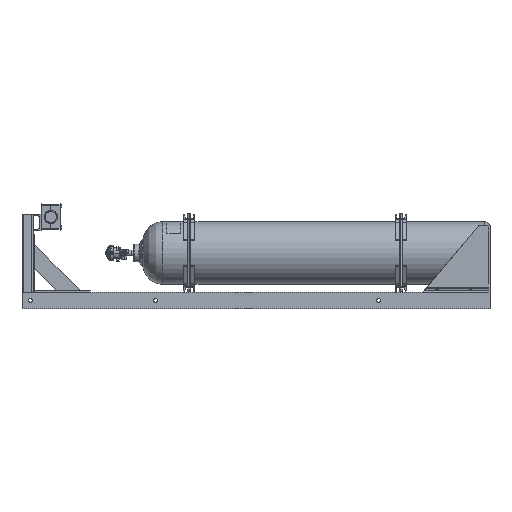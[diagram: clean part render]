
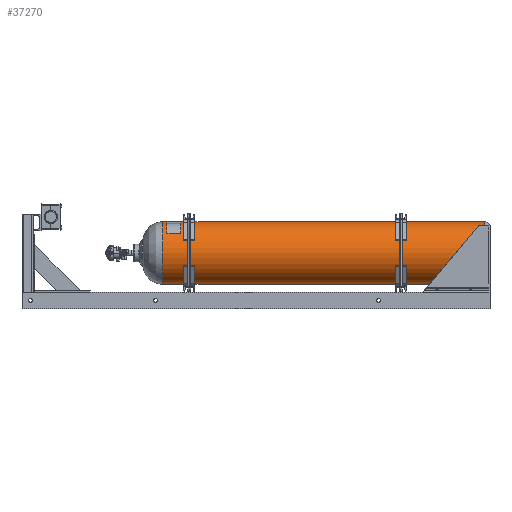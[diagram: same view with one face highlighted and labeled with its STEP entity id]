
A CAD part, left-side view. The second image highlights one B-rep face of the part: STEP entity #37270.
In plain terms, the highlighted cylindrical face has radius 142.85 mm (diameter 285.7 mm), a partial arc.
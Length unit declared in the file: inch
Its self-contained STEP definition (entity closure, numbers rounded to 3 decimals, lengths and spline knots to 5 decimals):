
#1106 = EDGE_CURVE ( 'NONE', #8005, #2701, #22305, .T. ) ;
#1445 = CYLINDRICAL_SURFACE ( 'NONE', #1758, 5.62402 ) ;
#1758 = AXIS2_PLACEMENT_3D ( 'NONE', #14660, #23797, #27899 ) ;
#1969 = AXIS2_PLACEMENT_3D ( 'NONE', #13242, #16921, #7183 ) ;
#2701 = VERTEX_POINT ( 'NONE', #13629 ) ;
#2885 = ORIENTED_EDGE ( 'NONE', *, *, #35504, .T. ) ;
#3305 = CARTESIAN_POINT ( 'NONE',  ( 0., -5.29832, 5.62402 ) ) ;
#6292 = EDGE_CURVE ( 'NONE', #8005, #36757, #7318, .T. ) ;
#7183 = DIRECTION ( 'NONE',  ( 0., 0., -1. ) ) ;
#7318 = LINE ( 'NONE', #34449, #29619 ) ;
#8005 = VERTEX_POINT ( 'NONE', #3305 ) ;
#8520 = CARTESIAN_POINT ( 'NONE',  ( 0., -63., 0. ) ) ;
#9169 = VERTEX_POINT ( 'NONE', #12999 ) ;
#12999 = CARTESIAN_POINT ( 'NONE',  ( 0., -63., -5.62402 ) ) ;
#13242 = CARTESIAN_POINT ( 'NONE',  ( 0., -5.29832, 0. ) ) ;
#13629 = CARTESIAN_POINT ( 'NONE',  ( 0., -5.29832, -5.62402 ) ) ;
#14005 = FACE_OUTER_BOUND ( 'NONE', #38687, .T. ) ;
#14471 = DIRECTION ( 'NONE',  ( 0., -1., 0. ) ) ;
#14660 = CARTESIAN_POINT ( 'NONE',  ( 0., 0., 0. ) ) ;
#15000 = DIRECTION ( 'NONE',  ( 0., 0., -1. ) ) ;
#15619 = DIRECTION ( 'NONE',  ( 0., -1., 0. ) ) ;
#16921 = DIRECTION ( 'NONE',  ( 0., -1., 0. ) ) ;
#19334 = AXIS2_PLACEMENT_3D ( 'NONE', #8520, #15619, #15000 ) ;
#22305 = CIRCLE ( 'NONE', #1969, 5.62402 ) ;
#23797 = DIRECTION ( 'NONE',  ( 0., -1., 0. ) ) ;
#23849 = ORIENTED_EDGE ( 'NONE', *, *, #1106, .T. ) ;
#27899 = DIRECTION ( 'NONE',  ( 0., 0., -1. ) ) ;
#28040 = DIRECTION ( 'NONE',  ( 0., -1., 0. ) ) ;
#29619 = VECTOR ( 'NONE', #14471, 39.37008 ) ;
#31083 = LINE ( 'NONE', #41036, #38344 ) ;
#31809 = CARTESIAN_POINT ( 'NONE',  ( 0., -63., 5.62402 ) ) ;
#32532 = CIRCLE ( 'NONE', #19334, 5.62402 ) ;
#34449 = CARTESIAN_POINT ( 'NONE',  ( 0., 0., 5.62402 ) ) ;
#35504 = EDGE_CURVE ( 'NONE', #2701, #9169, #31083, .T. ) ;
#36757 = VERTEX_POINT ( 'NONE', #31809 ) ;
#37270 = ADVANCED_FACE ( 'NONE', ( #14005 ), #1445, .T. ) ;
#38344 = VECTOR ( 'NONE', #28040, 39.37008 ) ;
#38687 = EDGE_LOOP ( 'NONE', ( #40256, #23849, #2885, #40749 ) ) ;
#40256 = ORIENTED_EDGE ( 'NONE', *, *, #6292, .F. ) ;
#40749 = ORIENTED_EDGE ( 'NONE', *, *, #41846, .F. ) ;
#41036 = CARTESIAN_POINT ( 'NONE',  ( 0., 0., -5.62402 ) ) ;
#41846 = EDGE_CURVE ( 'NONE', #36757, #9169, #32532, .T. ) ;
